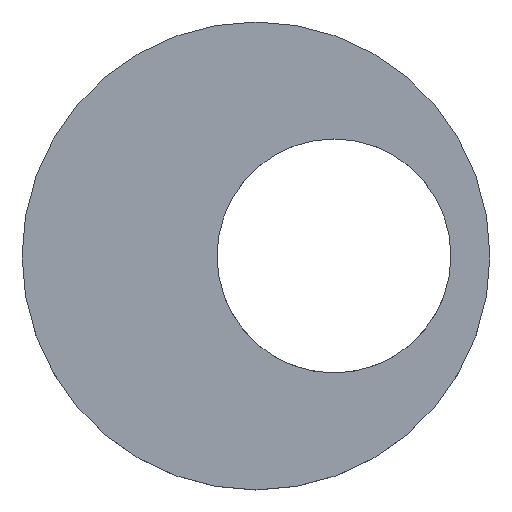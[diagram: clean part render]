
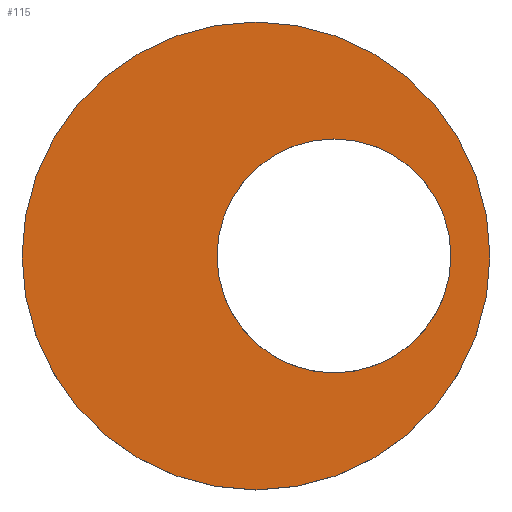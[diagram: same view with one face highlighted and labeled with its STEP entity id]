
A CAD part, top view. The second image highlights one B-rep face of the part: STEP entity #115.
In plain terms, the highlighted planar face has unit normal (0, 0, 1).
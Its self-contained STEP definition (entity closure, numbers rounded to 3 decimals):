
#18 = AXIS2_PLACEMENT_3D ( 'NONE', #224, #324, #329 ) ;
#44 = CARTESIAN_POINT ( 'NONE',  ( 500., 0., 105. ) ) ;
#45 = DIRECTION ( 'NONE',  ( 1., 0., 0. ) ) ;
#56 = FACE_OUTER_BOUND ( 'NONE', #312, .T. ) ;
#59 = DIRECTION ( 'NONE',  ( 1., 0., 0. ) ) ;
#65 = VERTEX_POINT ( 'NONE', #255 ) ;
#93 = CARTESIAN_POINT ( 'NONE',  ( 200., 0., 105. ) ) ;
#95 = EDGE_CURVE ( 'NONE', #65, #347, #201, .T. ) ;
#98 = EDGE_LOOP ( 'NONE', ( #444, #167 ) ) ;
#115 = ADVANCED_FACE ( 'NONE', ( #394, #56 ), #326, .T. ) ;
#167 = ORIENTED_EDGE ( 'NONE', *, *, #390, .F. ) ;
#171 = VERTEX_POINT ( 'NONE', #426 ) ;
#173 = AXIS2_PLACEMENT_3D ( 'NONE', #229, #208, #59 ) ;
#174 = ORIENTED_EDGE ( 'NONE', *, *, #251, .T. ) ;
#192 = CARTESIAN_POINT ( 'NONE',  ( -600., 0., 105. ) ) ;
#197 = DIRECTION ( 'NONE',  ( 0., 0., 1. ) ) ;
#199 = DIRECTION ( 'NONE',  ( 1., 0., 0. ) ) ;
#200 = EDGE_CURVE ( 'NONE', #277, #171, #354, .T. ) ;
#201 = CIRCLE ( 'NONE', #412, 600. ) ;
#204 = CARTESIAN_POINT ( 'NONE',  ( 0., 0., 105. ) ) ;
#208 = DIRECTION ( 'NONE',  ( 0., 0., 1. ) ) ;
#224 = CARTESIAN_POINT ( 'NONE',  ( 0., 0., 105. ) ) ;
#229 = CARTESIAN_POINT ( 'NONE',  ( 200., 0., 105. ) ) ;
#248 = AXIS2_PLACEMENT_3D ( 'NONE', #204, #429, #45 ) ;
#251 = EDGE_CURVE ( 'NONE', #347, #65, #259, .T. ) ;
#255 = CARTESIAN_POINT ( 'NONE',  ( 600., 0., 105. ) ) ;
#258 = CARTESIAN_POINT ( 'NONE',  ( 0., 0., 105. ) ) ;
#259 = CIRCLE ( 'NONE', #18, 600. ) ;
#277 = VERTEX_POINT ( 'NONE', #44 ) ;
#289 = AXIS2_PLACEMENT_3D ( 'NONE', #93, #331, #392 ) ;
#312 = EDGE_LOOP ( 'NONE', ( #174, #352 ) ) ;
#315 = CIRCLE ( 'NONE', #173, 300. ) ;
#324 = DIRECTION ( 'NONE',  ( 0., 0., 1. ) ) ;
#326 = PLANE ( 'NONE',  #248 ) ;
#329 = DIRECTION ( 'NONE',  ( 1., 0., 0. ) ) ;
#331 = DIRECTION ( 'NONE',  ( 0., 0., 1. ) ) ;
#347 = VERTEX_POINT ( 'NONE', #192 ) ;
#352 = ORIENTED_EDGE ( 'NONE', *, *, #95, .T. ) ;
#354 = CIRCLE ( 'NONE', #289, 300. ) ;
#390 = EDGE_CURVE ( 'NONE', #171, #277, #315, .T. ) ;
#392 = DIRECTION ( 'NONE',  ( 1., 0., 0. ) ) ;
#394 = FACE_BOUND ( 'NONE', #98, .T. ) ;
#412 = AXIS2_PLACEMENT_3D ( 'NONE', #258, #197, #199 ) ;
#426 = CARTESIAN_POINT ( 'NONE',  ( -100., 0., 105. ) ) ;
#429 = DIRECTION ( 'NONE',  ( 0., 0., 1. ) ) ;
#444 = ORIENTED_EDGE ( 'NONE', *, *, #200, .F. ) ;
